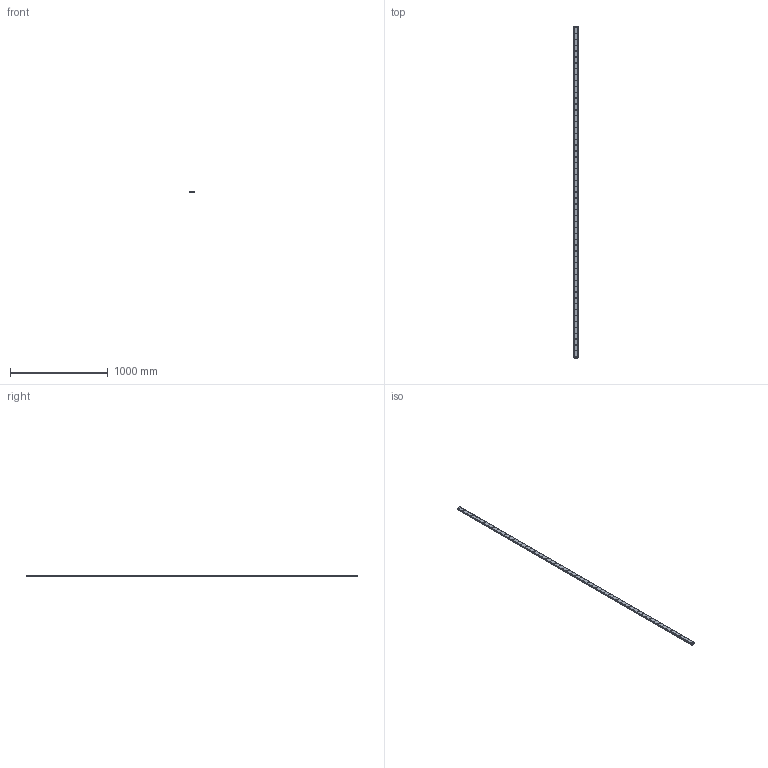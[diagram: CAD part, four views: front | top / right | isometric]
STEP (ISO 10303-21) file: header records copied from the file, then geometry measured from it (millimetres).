
FILE_DESCRIPTION(('STEP AP214'),'1');
FILE_NAME('cctmp_A8889AA0-3608-464D-BFD4-B3291CAE52F4_2021_03_04_13_33_31_0241..stp','2021-03-04T12:33:31',('HIWIN GmbH'),('CADClick - www.CADClick.com'),'Spatial InterOp 3D',' ','unknown authorization');
FILE_SCHEMA(('AUTOMOTIVE_DESIGN'));
Length unit declared in the file: millimetre
Products named in the file (1): WER27R3390H_FILE
Bounding box: 42 x 3390 x 15 mm (x, y, z)
Volume: 1972807.1 mm3; surface area: 426570.1 mm2
Topology: 1 solids, 1 shells, 1129 faces, 2343 edges, 1562 vertices
Faces by surface type: cylinder 702, plane 427
Entity records: 39717 total; most frequent: DIRECTION 6007, CARTESIAN_POINT 5035, ORIENTED_EDGE 4686, AXIS2_PLACEMENT_3D 2534, EDGE_CURVE 2343, VERTEX_POINT 1562, EDGE_LOOP 1475, CIRCLE 1404
